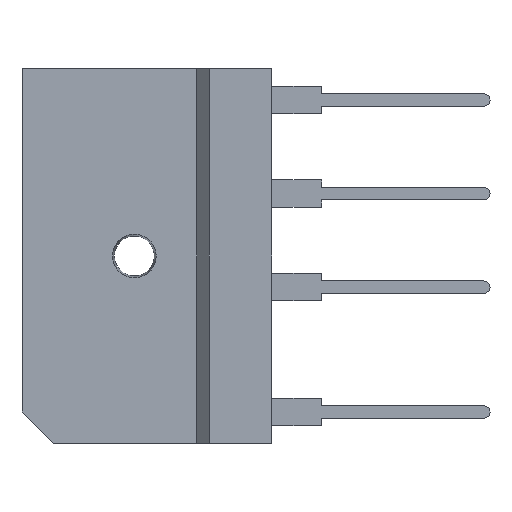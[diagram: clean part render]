
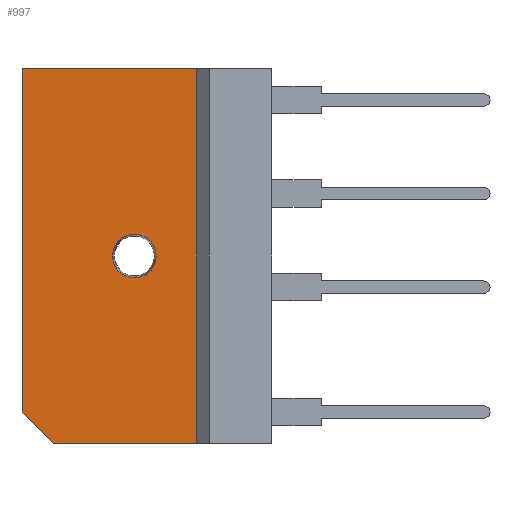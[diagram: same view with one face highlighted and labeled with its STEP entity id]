
A CAD part, left-side view. The second image highlights one B-rep face of the part: STEP entity #997.
In plain terms, the highlighted planar face has unit normal (-1, 0, 0).
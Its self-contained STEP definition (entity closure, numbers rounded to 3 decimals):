
#82 = EDGE_LOOP ( 'NONE', ( #1870, #1938, #115, #408, #2047 ) ) ;
#104 = EDGE_CURVE ( 'NONE', #169, #2333, #1640, .T. ) ;
#115 = ORIENTED_EDGE ( 'NONE', *, *, #657, .T. ) ;
#135 = VECTOR ( 'NONE', #2350, 1000. ) ;
#137 = CARTESIAN_POINT ( 'NONE',  ( 1., 6., 15. ) ) ;
#140 = DIRECTION ( 'NONE',  ( 0., 0., -1. ) ) ;
#145 = DIRECTION ( 'NONE',  ( 0., -0.707, -0.707 ) ) ;
#147 = EDGE_CURVE ( 'NONE', #1261, #169, #337, .T. ) ;
#150 = CARTESIAN_POINT ( 'NONE',  ( 1., 6., 15. ) ) ;
#158 = DIRECTION ( 'NONE',  ( 0., -1., 0. ) ) ;
#169 = VERTEX_POINT ( 'NONE', #1774 ) ;
#201 = CARTESIAN_POINT ( 'NONE',  ( 1., 20., 15. ) ) ;
#249 = ORIENTED_EDGE ( 'NONE', *, *, #1629, .F. ) ;
#301 = CARTESIAN_POINT ( 'NONE',  ( 1., 6., -15. ) ) ;
#337 = LINE ( 'NONE', #201, #1421 ) ;
#340 = VERTEX_POINT ( 'NONE', #780 ) ;
#385 = VECTOR ( 'NONE', #158, 1000. ) ;
#408 = ORIENTED_EDGE ( 'NONE', *, *, #1877, .F. ) ;
#421 = EDGE_LOOP ( 'NONE', ( #1541, #249 ) ) ;
#448 = CARTESIAN_POINT ( 'NONE',  ( 1., 11., 0. ) ) ;
#486 = CARTESIAN_POINT ( 'NONE',  ( 1., 20., -12.5 ) ) ;
#519 = CARTESIAN_POINT ( 'NONE',  ( 1., 6., 15. ) ) ;
#535 = CARTESIAN_POINT ( 'NONE',  ( 1., 6., -15. ) ) ;
#542 = EDGE_CURVE ( 'NONE', #340, #1042, #1391, .T. ) ;
#649 = CIRCLE ( 'NONE', #1783, 1.75 ) ;
#657 = EDGE_CURVE ( 'NONE', #2333, #1951, #1895, .T. ) ;
#662 = CARTESIAN_POINT ( 'NONE',  ( 1., 11., -1.75 ) ) ;
#687 = DIRECTION ( 'NONE',  ( 1., 0., 0. ) ) ;
#728 = VECTOR ( 'NONE', #140, 1000. ) ;
#780 = CARTESIAN_POINT ( 'NONE',  ( 1., 11., 1.75 ) ) ;
#838 = FACE_BOUND ( 'NONE', #421, .T. ) ;
#915 = DIRECTION ( 'NONE',  ( 0., 0., 1. ) ) ;
#976 = DIRECTION ( 'NONE',  ( -1., 0., 0. ) ) ;
#997 = ADVANCED_FACE ( 'NONE', ( #838, #2286 ), #1571, .F. ) ;
#1042 = VERTEX_POINT ( 'NONE', #662 ) ;
#1052 = LINE ( 'NONE', #150, #728 ) ;
#1081 = EDGE_CURVE ( 'NONE', #1261, #1089, #1350, .T. ) ;
#1089 = VERTEX_POINT ( 'NONE', #519 ) ;
#1178 = CARTESIAN_POINT ( 'NONE',  ( 1., 20., 15. ) ) ;
#1247 = DIRECTION ( 'NONE',  ( 0., 0., -1. ) ) ;
#1261 = VERTEX_POINT ( 'NONE', #1178 ) ;
#1286 = CARTESIAN_POINT ( 'NONE',  ( 1., 11., 0. ) ) ;
#1350 = LINE ( 'NONE', #1619, #385 ) ;
#1359 = AXIS2_PLACEMENT_3D ( 'NONE', #137, #687, #1744 ) ;
#1391 = CIRCLE ( 'NONE', #1647, 1.75 ) ;
#1421 = VECTOR ( 'NONE', #1247, 1000. ) ;
#1537 = CARTESIAN_POINT ( 'NONE',  ( 1., 17.5, -15. ) ) ;
#1541 = ORIENTED_EDGE ( 'NONE', *, *, #542, .F. ) ;
#1571 = PLANE ( 'NONE',  #1359 ) ;
#1619 = CARTESIAN_POINT ( 'NONE',  ( 1., 6., 15. ) ) ;
#1629 = EDGE_CURVE ( 'NONE', #1042, #340, #649, .T. ) ;
#1640 = LINE ( 'NONE', #486, #1786 ) ;
#1647 = AXIS2_PLACEMENT_3D ( 'NONE', #448, #976, #2241 ) ;
#1744 = DIRECTION ( 'NONE',  ( 0., 0., -1. ) ) ;
#1774 = CARTESIAN_POINT ( 'NONE',  ( 1., 20., -12.5 ) ) ;
#1783 = AXIS2_PLACEMENT_3D ( 'NONE', #1286, #2153, #915 ) ;
#1786 = VECTOR ( 'NONE', #145, 1000. ) ;
#1870 = ORIENTED_EDGE ( 'NONE', *, *, #147, .T. ) ;
#1877 = EDGE_CURVE ( 'NONE', #1089, #1951, #1052, .T. ) ;
#1895 = LINE ( 'NONE', #301, #135 ) ;
#1938 = ORIENTED_EDGE ( 'NONE', *, *, #104, .T. ) ;
#1951 = VERTEX_POINT ( 'NONE', #535 ) ;
#2047 = ORIENTED_EDGE ( 'NONE', *, *, #1081, .F. ) ;
#2153 = DIRECTION ( 'NONE',  ( -1., 0., 0. ) ) ;
#2241 = DIRECTION ( 'NONE',  ( 0., 0., 1. ) ) ;
#2286 = FACE_OUTER_BOUND ( 'NONE', #82, .T. ) ;
#2333 = VERTEX_POINT ( 'NONE', #1537 ) ;
#2350 = DIRECTION ( 'NONE',  ( 0., -1., 0. ) ) ;
